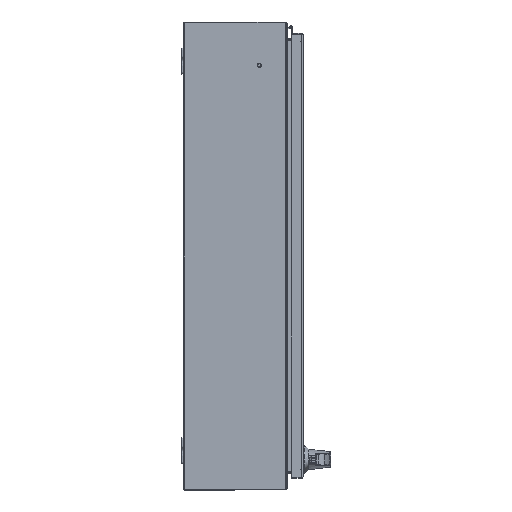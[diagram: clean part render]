
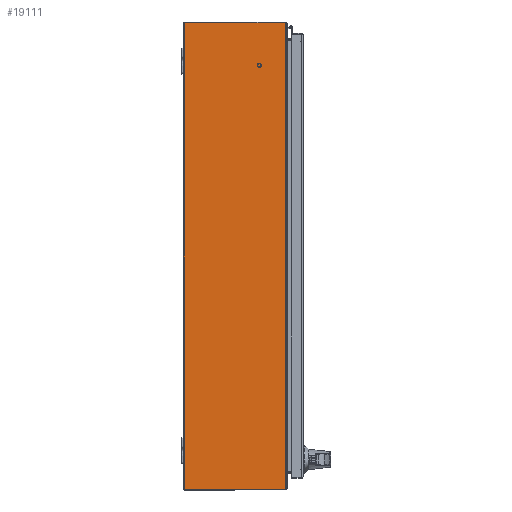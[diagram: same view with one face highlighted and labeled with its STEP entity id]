
A CAD part, front view. The second image highlights one B-rep face of the part: STEP entity #19111.
In plain terms, the highlighted face is planar.
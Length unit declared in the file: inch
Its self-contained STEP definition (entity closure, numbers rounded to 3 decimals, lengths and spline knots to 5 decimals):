
#2182 = CARTESIAN_POINT ( 'NONE',  ( 17.892, -0.108, -24. ) ) ;
#3716 = CIRCLE ( 'NONE', #112316, 0.1 ) ;
#6217 = ORIENTED_EDGE ( 'NONE', *, *, #24062, .F. ) ;
#8741 = VECTOR ( 'NONE', #43823, 39.37008 ) ;
#15359 = VERTEX_POINT ( 'NONE', #58768 ) ;
#17330 = FACE_OUTER_BOUND ( 'NONE', #99916, .T. ) ;
#18510 = VERTEX_POINT ( 'NONE', #77923 ) ;
#19111 = ADVANCED_FACE ( 'NONE', ( #17330 ), #34754, .F. ) ;
#24062 = EDGE_CURVE ( 'NONE', #106237, #108951, #64860, .T. ) ;
#24817 = DIRECTION ( 'NONE',  ( 0., 0., 1. ) ) ;
#25712 = VECTOR ( 'NONE', #100243, 39.37008 ) ;
#25914 = ORIENTED_EDGE ( 'NONE', *, *, #41557, .F. ) ;
#26897 = CARTESIAN_POINT ( 'NONE',  ( 17.92789, -7.85858, -24. ) ) ;
#27519 = CARTESIAN_POINT ( 'NONE',  ( -125.406, -7.892, -24. ) ) ;
#34754 = PLANE ( 'NONE',  #38026 ) ;
#35867 = VECTOR ( 'NONE', #104327, 39.37008 ) ;
#36844 = VERTEX_POINT ( 'NONE', #113346 ) ;
#38026 = AXIS2_PLACEMENT_3D ( 'NONE', #98854, #99641, #68802 ) ;
#39039 = VERTEX_POINT ( 'NONE', #66351 ) ;
#39216 = ORIENTED_EDGE ( 'NONE', *, *, #53671, .F. ) ;
#39924 = ORIENTED_EDGE ( 'NONE', *, *, #103230, .F. ) ;
#41557 = EDGE_CURVE ( 'NONE', #36844, #18510, #3716, .T. ) ;
#43823 = DIRECTION ( 'NONE',  ( 0., -1., 0. ) ) ;
#43858 = DIRECTION ( 'NONE',  ( 0., 0., 1. ) ) ;
#44213 = DIRECTION ( 'NONE',  ( -1., 0., 0. ) ) ;
#49568 = CARTESIAN_POINT ( 'NONE',  ( 17.92789, -0.108, -24. ) ) ;
#49885 = ORIENTED_EDGE ( 'NONE', *, *, #95794, .F. ) ;
#53671 = EDGE_CURVE ( 'NONE', #39039, #106237, #101255, .T. ) ;
#56153 = LINE ( 'NONE', #2182, #35867 ) ;
#57358 = LINE ( 'NONE', #27519, #87952 ) ;
#58768 = CARTESIAN_POINT ( 'NONE',  ( -17.92789, -0.108, -24. ) ) ;
#64860 = LINE ( 'NONE', #72297, #25712 ) ;
#66351 = CARTESIAN_POINT ( 'NONE',  ( 17.92214, -7.892, -24. ) ) ;
#68802 = DIRECTION ( 'NONE',  ( 1., 0., 0. ) ) ;
#72297 = CARTESIAN_POINT ( 'NONE',  ( 17.92789, 0., -24. ) ) ;
#77858 = AXIS2_PLACEMENT_3D ( 'NONE', #110358, #43858, #109166 ) ;
#77923 = CARTESIAN_POINT ( 'NONE',  ( -17.92214, -7.892, -24. ) ) ;
#78030 = ORIENTED_EDGE ( 'NONE', *, *, #97139, .F. ) ;
#80382 = CARTESIAN_POINT ( 'NONE',  ( -17.82789, -7.85858, -24. ) ) ;
#87952 = VECTOR ( 'NONE', #92404, 39.37008 ) ;
#92404 = DIRECTION ( 'NONE',  ( 1., 0., 0. ) ) ;
#95794 = EDGE_CURVE ( 'NONE', #15359, #36844, #116169, .T. ) ;
#97139 = EDGE_CURVE ( 'NONE', #108951, #15359, #56153, .T. ) ;
#98854 = CARTESIAN_POINT ( 'NONE',  ( -125.406, 0., -24. ) ) ;
#99641 = DIRECTION ( 'NONE',  ( 0., 0., 1. ) ) ;
#99916 = EDGE_LOOP ( 'NONE', ( #39216, #39924, #25914, #49885, #78030, #6217 ) ) ;
#100243 = DIRECTION ( 'NONE',  ( 0., 1., 0. ) ) ;
#101255 = CIRCLE ( 'NONE', #77858, 0.1 ) ;
#103230 = EDGE_CURVE ( 'NONE', #18510, #39039, #57358, .T. ) ;
#104327 = DIRECTION ( 'NONE',  ( -1., 0., 0. ) ) ;
#106237 = VERTEX_POINT ( 'NONE', #26897 ) ;
#108951 = VERTEX_POINT ( 'NONE', #49568 ) ;
#109166 = DIRECTION ( 'NONE',  ( 1., 0., 0. ) ) ;
#110358 = CARTESIAN_POINT ( 'NONE',  ( 17.82789, -7.85858, -24. ) ) ;
#112316 = AXIS2_PLACEMENT_3D ( 'NONE', #80382, #24817, #44213 ) ;
#113346 = CARTESIAN_POINT ( 'NONE',  ( -17.92789, -7.85858, -24. ) ) ;
#116169 = LINE ( 'NONE', #117717, #8741 ) ;
#117717 = CARTESIAN_POINT ( 'NONE',  ( -17.92789, 0., -24. ) ) ;
